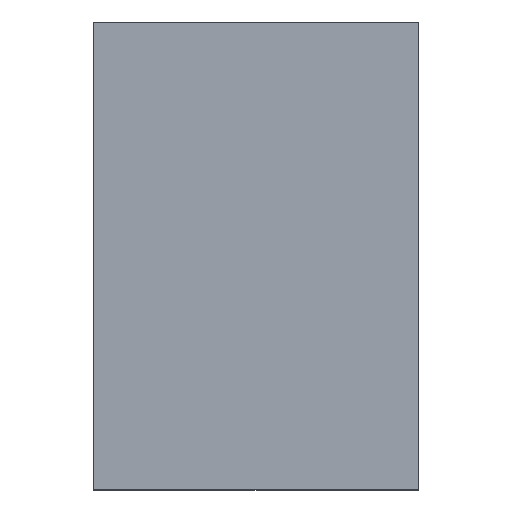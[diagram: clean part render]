
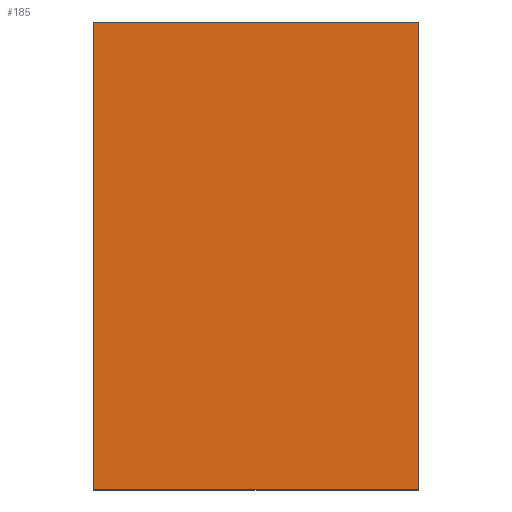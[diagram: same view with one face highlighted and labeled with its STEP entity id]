
A CAD part, top view. The second image highlights one B-rep face of the part: STEP entity #185.
In plain terms, the highlighted planar face has unit normal (0, 0, 1).
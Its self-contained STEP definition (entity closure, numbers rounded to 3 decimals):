
#6 = CARTESIAN_POINT ( 'NONE',  ( -5.55, 8., 3.6 ) ) ;
#16 = ORIENTED_EDGE ( 'NONE', *, *, #193, .T. ) ;
#21 = EDGE_CURVE ( 'NONE', #144, #234, #218, .T. ) ;
#26 = CARTESIAN_POINT ( 'NONE',  ( 5.55, -8., 3.6 ) ) ;
#34 = DIRECTION ( 'NONE',  ( 0., 0., -1. ) ) ;
#36 = CARTESIAN_POINT ( 'NONE',  ( -5.55, -8., 3.6 ) ) ;
#38 = CARTESIAN_POINT ( 'NONE',  ( -5.55, -8., 3.6 ) ) ;
#39 = CARTESIAN_POINT ( 'NONE',  ( -5.55, 8., 3.6 ) ) ;
#43 = VECTOR ( 'NONE', #228, 1000. ) ;
#58 = LINE ( 'NONE', #38, #115 ) ;
#71 = DIRECTION ( 'NONE',  ( 0., 1., 0. ) ) ;
#83 = VERTEX_POINT ( 'NONE', #229 ) ;
#93 = EDGE_CURVE ( 'NONE', #233, #83, #227, .T. ) ;
#94 = DIRECTION ( 'NONE',  ( 1., 0., 0. ) ) ;
#96 = CARTESIAN_POINT ( 'NONE',  ( 5.55, -8., 3.6 ) ) ;
#107 = EDGE_LOOP ( 'NONE', ( #16, #217, #231, #138 ) ) ;
#111 = VECTOR ( 'NONE', #165, 1000. ) ;
#115 = VECTOR ( 'NONE', #94, 1000. ) ;
#116 = CARTESIAN_POINT ( 'NONE',  ( -5.55, -8., 3.6 ) ) ;
#119 = AXIS2_PLACEMENT_3D ( 'NONE', #36, #34, #186 ) ;
#131 = EDGE_CURVE ( 'NONE', #83, #144, #151, .T. ) ;
#133 = VECTOR ( 'NONE', #71, 1000. ) ;
#138 = ORIENTED_EDGE ( 'NONE', *, *, #21, .T. ) ;
#144 = VERTEX_POINT ( 'NONE', #6 ) ;
#151 = LINE ( 'NONE', #189, #43 ) ;
#165 = DIRECTION ( 'NONE',  ( 0., -1., 0. ) ) ;
#167 = FACE_OUTER_BOUND ( 'NONE', #107, .T. ) ;
#183 = PLANE ( 'NONE',  #119 ) ;
#185 = ADVANCED_FACE ( 'NONE', ( #167 ), #183, .F. ) ;
#186 = DIRECTION ( 'NONE',  ( 0., -1., 0. ) ) ;
#189 = CARTESIAN_POINT ( 'NONE',  ( 5.55, 8., 3.6 ) ) ;
#193 = EDGE_CURVE ( 'NONE', #234, #233, #58, .T. ) ;
#217 = ORIENTED_EDGE ( 'NONE', *, *, #93, .T. ) ;
#218 = LINE ( 'NONE', #39, #111 ) ;
#227 = LINE ( 'NONE', #96, #133 ) ;
#228 = DIRECTION ( 'NONE',  ( -1., 0., 0. ) ) ;
#229 = CARTESIAN_POINT ( 'NONE',  ( 5.55, 8., 3.6 ) ) ;
#231 = ORIENTED_EDGE ( 'NONE', *, *, #131, .T. ) ;
#233 = VERTEX_POINT ( 'NONE', #26 ) ;
#234 = VERTEX_POINT ( 'NONE', #116 ) ;
